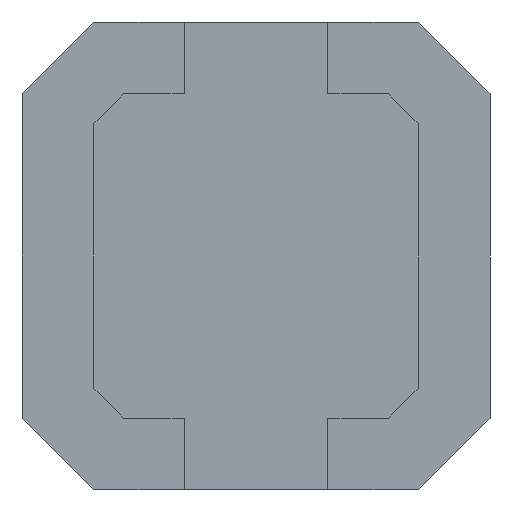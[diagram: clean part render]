
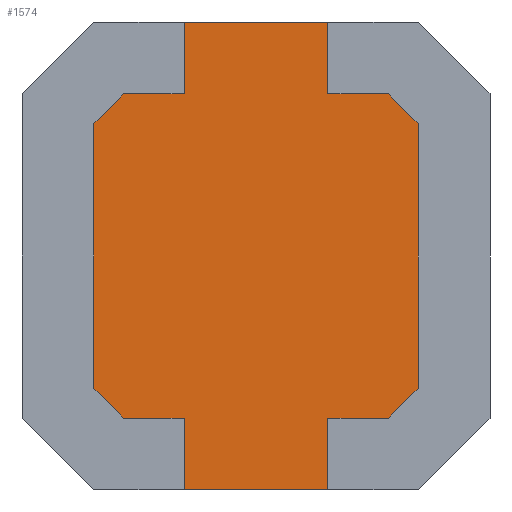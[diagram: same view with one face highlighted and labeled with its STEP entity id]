
A CAD part, front view. The second image highlights one B-rep face of the part: STEP entity #1574.
In plain terms, the highlighted planar face has unit normal (0, -1, 0).
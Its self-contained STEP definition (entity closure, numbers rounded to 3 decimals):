
#39 = VECTOR ( 'NONE', #632, 1000. ) ;
#49 = EDGE_CURVE ( 'NONE', #1063, #290, #1270, .T. ) ;
#100 = CARTESIAN_POINT ( 'NONE',  ( -0.75, 0.15, 1.69 ) ) ;
#163 = VERTEX_POINT ( 'NONE', #3191 ) ;
#174 = ORIENTED_EDGE ( 'NONE', *, *, #897, .F. ) ;
#188 = VERTEX_POINT ( 'NONE', #100 ) ;
#215 = CARTESIAN_POINT ( 'NONE',  ( 0.75, 0.15, -1.69 ) ) ;
#231 = CARTESIAN_POINT ( 'NONE',  ( 1.69, 0.15, -1.379 ) ) ;
#253 = DIRECTION ( 'NONE',  ( 0.707, 0., -0.707 ) ) ;
#290 = VERTEX_POINT ( 'NONE', #1990 ) ;
#331 = ORIENTED_EDGE ( 'NONE', *, *, #1468, .T. ) ;
#337 = DIRECTION ( 'NONE',  ( 0., 0., -1. ) ) ;
#344 = LINE ( 'NONE', #1364, #541 ) ;
#376 = ORIENTED_EDGE ( 'NONE', *, *, #1633, .T. ) ;
#459 = VECTOR ( 'NONE', #2894, 1000. ) ;
#518 = DIRECTION ( 'NONE',  ( 0., 0., -1. ) ) ;
#533 = CARTESIAN_POINT ( 'NONE',  ( 0.75, 0.15, 2.44 ) ) ;
#541 = VECTOR ( 'NONE', #1860, 1000. ) ;
#632 = DIRECTION ( 'NONE',  ( 0., 0., 1. ) ) ;
#635 = VERTEX_POINT ( 'NONE', #2301 ) ;
#665 = CARTESIAN_POINT ( 'NONE',  ( -1.379, 0.15, 1.69 ) ) ;
#709 = DIRECTION ( 'NONE',  ( 0., 1., 0. ) ) ;
#774 = PLANE ( 'NONE',  #1148 ) ;
#783 = DIRECTION ( 'NONE',  ( -1., 0., 0. ) ) ;
#808 = LINE ( 'NONE', #1809, #3030 ) ;
#867 = CARTESIAN_POINT ( 'NONE',  ( -1.69, 0.15, 1.379 ) ) ;
#897 = EDGE_CURVE ( 'NONE', #1607, #1343, #344, .T. ) ;
#902 = DIRECTION ( 'NONE',  ( 0., 0., 1. ) ) ;
#920 = VERTEX_POINT ( 'NONE', #1922 ) ;
#951 = LINE ( 'NONE', #1885, #2316 ) ;
#977 = EDGE_CURVE ( 'NONE', #1645, #1323, #2960, .T. ) ;
#1052 = VECTOR ( 'NONE', #2119, 1000. ) ;
#1063 = VERTEX_POINT ( 'NONE', #3154 ) ;
#1075 = VERTEX_POINT ( 'NONE', #2094 ) ;
#1089 = ORIENTED_EDGE ( 'NONE', *, *, #2333, .F. ) ;
#1104 = LINE ( 'NONE', #1299, #1052 ) ;
#1105 = ORIENTED_EDGE ( 'NONE', *, *, #2873, .T. ) ;
#1133 = LINE ( 'NONE', #2151, #459 ) ;
#1148 = AXIS2_PLACEMENT_3D ( 'NONE', #2476, #709, #1483 ) ;
#1161 = ORIENTED_EDGE ( 'NONE', *, *, #3075, .F. ) ;
#1198 = ORIENTED_EDGE ( 'NONE', *, *, #2274, .F. ) ;
#1203 = CARTESIAN_POINT ( 'NONE',  ( 1.379, 0.15, 1.69 ) ) ;
#1229 = DIRECTION ( 'NONE',  ( 0., 0., 1. ) ) ;
#1244 = EDGE_CURVE ( 'NONE', #2416, #920, #2521, .T. ) ;
#1270 = LINE ( 'NONE', #2817, #1759 ) ;
#1272 = EDGE_CURVE ( 'NONE', #188, #3068, #3069, .T. ) ;
#1299 = CARTESIAN_POINT ( 'NONE',  ( 0.75, 0.15, 2.44 ) ) ;
#1323 = VERTEX_POINT ( 'NONE', #2804 ) ;
#1331 = VECTOR ( 'NONE', #783, 1000. ) ;
#1343 = VERTEX_POINT ( 'NONE', #2090 ) ;
#1364 = CARTESIAN_POINT ( 'NONE',  ( 0.75, 0.15, 2.44 ) ) ;
#1398 = CARTESIAN_POINT ( 'NONE',  ( -0.75, 0.15, 2.44 ) ) ;
#1419 = CARTESIAN_POINT ( 'NONE',  ( 0.75, 0.15, -2.44 ) ) ;
#1454 = CARTESIAN_POINT ( 'NONE',  ( 1.69, 0.15, 1.379 ) ) ;
#1468 = EDGE_CURVE ( 'NONE', #163, #1075, #951, .T. ) ;
#1483 = DIRECTION ( 'NONE',  ( 0., 0., 1. ) ) ;
#1484 = LINE ( 'NONE', #231, #2058 ) ;
#1490 = EDGE_CURVE ( 'NONE', #188, #1607, #2687, .T. ) ;
#1500 = CARTESIAN_POINT ( 'NONE',  ( -0.75, 0.15, 2.44 ) ) ;
#1574 = ADVANCED_FACE ( 'NONE', ( #2747 ), #774, .F. ) ;
#1607 = VERTEX_POINT ( 'NONE', #1500 ) ;
#1633 = EDGE_CURVE ( 'NONE', #1840, #163, #2296, .T. ) ;
#1645 = VERTEX_POINT ( 'NONE', #2834 ) ;
#1649 = CARTESIAN_POINT ( 'NONE',  ( 0.75, 0.15, -1.69 ) ) ;
#1661 = LINE ( 'NONE', #2425, #39 ) ;
#1739 = CARTESIAN_POINT ( 'NONE',  ( 1.69, 0.15, -1.379 ) ) ;
#1759 = VECTOR ( 'NONE', #2571, 1000. ) ;
#1763 = LINE ( 'NONE', #533, #2558 ) ;
#1796 = ORIENTED_EDGE ( 'NONE', *, *, #49, .F. ) ;
#1809 = CARTESIAN_POINT ( 'NONE',  ( 1.379, 0.15, -1.69 ) ) ;
#1840 = VERTEX_POINT ( 'NONE', #2215 ) ;
#1859 = VERTEX_POINT ( 'NONE', #1454 ) ;
#1860 = DIRECTION ( 'NONE',  ( 1., 0., 0. ) ) ;
#1885 = CARTESIAN_POINT ( 'NONE',  ( -1.69, 0.15, -1.379 ) ) ;
#1918 = EDGE_CURVE ( 'NONE', #1075, #635, #1133, .T. ) ;
#1922 = CARTESIAN_POINT ( 'NONE',  ( 1.379, 0.15, -1.69 ) ) ;
#1949 = ORIENTED_EDGE ( 'NONE', *, *, #1272, .T. ) ;
#1990 = CARTESIAN_POINT ( 'NONE',  ( 1.379, 0.15, 1.69 ) ) ;
#2058 = VECTOR ( 'NONE', #1229, 1000. ) ;
#2090 = CARTESIAN_POINT ( 'NONE',  ( 0.75, 0.15, 2.44 ) ) ;
#2092 = ORIENTED_EDGE ( 'NONE', *, *, #1918, .T. ) ;
#2094 = CARTESIAN_POINT ( 'NONE',  ( -1.379, 0.15, -1.69 ) ) ;
#2119 = DIRECTION ( 'NONE',  ( 0., 0., -1. ) ) ;
#2151 = CARTESIAN_POINT ( 'NONE',  ( -1.379, 0.15, -1.69 ) ) ;
#2186 = DIRECTION ( 'NONE',  ( -0.707, 0., -0.707 ) ) ;
#2215 = CARTESIAN_POINT ( 'NONE',  ( -1.69, 0.15, 1.379 ) ) ;
#2224 = ORIENTED_EDGE ( 'NONE', *, *, #977, .F. ) ;
#2274 = EDGE_CURVE ( 'NONE', #2416, #1645, #1763, .T. ) ;
#2296 = LINE ( 'NONE', #867, #2909 ) ;
#2301 = CARTESIAN_POINT ( 'NONE',  ( -0.75, 0.15, -1.69 ) ) ;
#2304 = EDGE_CURVE ( 'NONE', #3087, #1859, #1484, .T. ) ;
#2316 = VECTOR ( 'NONE', #3184, 1000. ) ;
#2333 = EDGE_CURVE ( 'NONE', #1343, #1063, #1104, .T. ) ;
#2361 = ORIENTED_EDGE ( 'NONE', *, *, #1490, .F. ) ;
#2416 = VERTEX_POINT ( 'NONE', #1649 ) ;
#2420 = EDGE_CURVE ( 'NONE', #3068, #1840, #2915, .T. ) ;
#2425 = CARTESIAN_POINT ( 'NONE',  ( -0.75, 0.15, 2.44 ) ) ;
#2436 = EDGE_CURVE ( 'NONE', #1323, #635, #1661, .T. ) ;
#2448 = ORIENTED_EDGE ( 'NONE', *, *, #2436, .F. ) ;
#2476 = CARTESIAN_POINT ( 'NONE',  ( 0.75, 0.15, 2.44 ) ) ;
#2488 = LINE ( 'NONE', #1203, #2820 ) ;
#2521 = LINE ( 'NONE', #215, #2778 ) ;
#2556 = CARTESIAN_POINT ( 'NONE',  ( -0.75, 0.15, 1.69 ) ) ;
#2558 = VECTOR ( 'NONE', #518, 1000. ) ;
#2571 = DIRECTION ( 'NONE',  ( 1., 0., 0. ) ) ;
#2687 = LINE ( 'NONE', #1398, #2809 ) ;
#2730 = ORIENTED_EDGE ( 'NONE', *, *, #1244, .T. ) ;
#2747 = FACE_OUTER_BOUND ( 'NONE', #2902, .T. ) ;
#2778 = VECTOR ( 'NONE', #3055, 1000. ) ;
#2804 = CARTESIAN_POINT ( 'NONE',  ( -0.75, 0.15, -2.44 ) ) ;
#2809 = VECTOR ( 'NONE', #902, 1000. ) ;
#2817 = CARTESIAN_POINT ( 'NONE',  ( 0.75, 0.15, 1.69 ) ) ;
#2820 = VECTOR ( 'NONE', #253, 1000. ) ;
#2834 = CARTESIAN_POINT ( 'NONE',  ( 0.75, 0.15, -2.44 ) ) ;
#2848 = DIRECTION ( 'NONE',  ( 0.707, 0., 0.707 ) ) ;
#2873 = EDGE_CURVE ( 'NONE', #920, #3087, #808, .T. ) ;
#2894 = DIRECTION ( 'NONE',  ( 1., 0., 0. ) ) ;
#2902 = EDGE_LOOP ( 'NONE', ( #2361, #1949, #3305, #376, #331, #2092, #2448, #2224, #1198, #2730, #1105, #3105, #1161, #1796, #1089, #174 ) ) ;
#2909 = VECTOR ( 'NONE', #337, 1000. ) ;
#2915 = LINE ( 'NONE', #665, #3077 ) ;
#2960 = LINE ( 'NONE', #1419, #3198 ) ;
#2976 = CARTESIAN_POINT ( 'NONE',  ( -1.379, 0.15, 1.69 ) ) ;
#3030 = VECTOR ( 'NONE', #2848, 1000. ) ;
#3055 = DIRECTION ( 'NONE',  ( 1., 0., 0. ) ) ;
#3068 = VERTEX_POINT ( 'NONE', #2976 ) ;
#3069 = LINE ( 'NONE', #2556, #1331 ) ;
#3075 = EDGE_CURVE ( 'NONE', #290, #1859, #2488, .T. ) ;
#3077 = VECTOR ( 'NONE', #2186, 1000. ) ;
#3087 = VERTEX_POINT ( 'NONE', #1739 ) ;
#3105 = ORIENTED_EDGE ( 'NONE', *, *, #2304, .T. ) ;
#3154 = CARTESIAN_POINT ( 'NONE',  ( 0.75, 0.15, 1.69 ) ) ;
#3184 = DIRECTION ( 'NONE',  ( 0.707, 0., -0.707 ) ) ;
#3191 = CARTESIAN_POINT ( 'NONE',  ( -1.69, 0.15, -1.379 ) ) ;
#3198 = VECTOR ( 'NONE', #3225, 1000. ) ;
#3225 = DIRECTION ( 'NONE',  ( -1., 0., 0. ) ) ;
#3305 = ORIENTED_EDGE ( 'NONE', *, *, #2420, .T. ) ;
